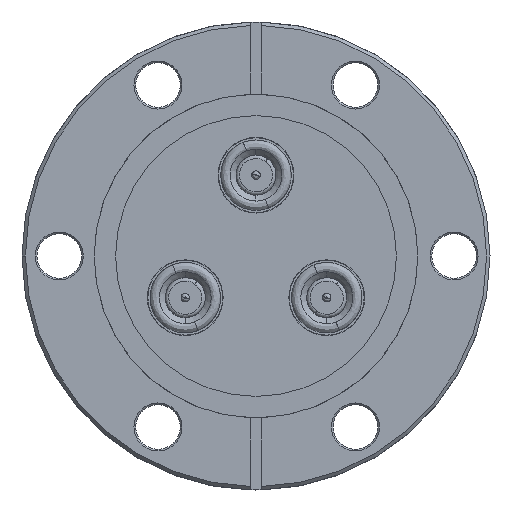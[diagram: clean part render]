
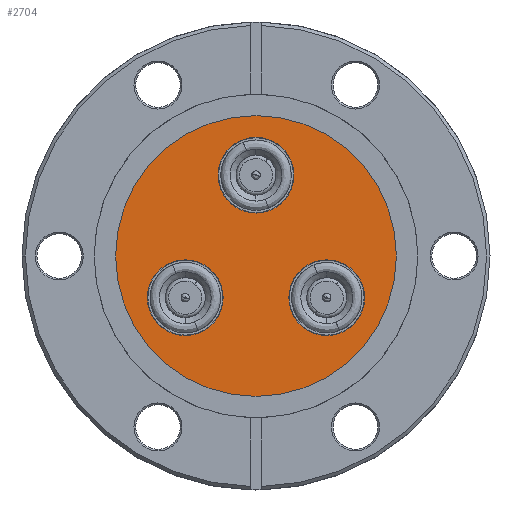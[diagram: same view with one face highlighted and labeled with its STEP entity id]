
A CAD part, front view. The second image highlights one B-rep face of the part: STEP entity #2704.
In plain terms, the highlighted planar face has unit normal (0, -1, 0).
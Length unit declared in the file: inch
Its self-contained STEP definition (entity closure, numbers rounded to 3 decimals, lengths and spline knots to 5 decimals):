
#1 = CARTESIAN_POINT ( 'NONE',  ( 0., -0.454, 0.2525 ) ) ;
#63 = CIRCLE ( 'NONE', #520, 0.2225 ) ;
#520 = AXIS2_PLACEMENT_3D ( 'NONE', #1238, #1239, #1240 ) ;
#943 = CARTESIAN_POINT ( 'NONE',  ( 0., -0.454, 0. ) ) ;
#944 = DIRECTION ( 'NONE',  ( 0., -1., 0. ) ) ;
#945 = DIRECTION ( 'NONE',  ( 1., 0., 0. ) ) ;
#1238 = CARTESIAN_POINT ( 'NONE',  ( 0.41569, -0.454, -0.245 ) ) ;
#1239 = DIRECTION ( 'NONE',  ( 0., -1., 0. ) ) ;
#1240 = DIRECTION ( 'NONE',  ( 0., 0., -1. ) ) ;
#1649 = VERTEX_POINT ( 'NONE', #1 ) ;
#1724 = VERTEX_POINT ( 'NONE', #4331 ) ;
#1780 = VERTEX_POINT ( 'NONE', #4282 ) ;
#1804 = VERTEX_POINT ( 'NONE', #4478 ) ;
#1900 = VERTEX_POINT ( 'NONE', #4342 ) ;
#1905 = VERTEX_POINT ( 'NONE', #4492 ) ;
#2183 = DIRECTION ( 'NONE',  ( 0., -1., 0. ) ) ;
#2186 = CARTESIAN_POINT ( 'NONE',  ( 0., -0.454, 0. ) ) ;
#2188 = PLANE ( 'NONE',  #6497 ) ;
#2189 = DIRECTION ( 'NONE',  ( 1., 0., 0. ) ) ;
#2294 = CARTESIAN_POINT ( 'NONE',  ( 0., -0.454, 0.475 ) ) ;
#2295 = DIRECTION ( 'NONE',  ( 0., -1., 0. ) ) ;
#2296 = DIRECTION ( 'NONE',  ( 0., 0., -1. ) ) ;
#2704 = ADVANCED_FACE ( 'NONE', ( #9413, #9419, #9411, #9418 ), #2188, .T. ) ;
#3053 = EDGE_CURVE ( 'NONE', #5932, #1649, #9502, .T. ) ;
#3141 = EDGE_CURVE ( 'NONE', #1780, #1724, #7255, .T. ) ;
#3512 = CIRCLE ( 'NONE', #8669, 0.2225 ) ;
#4211 = AXIS2_PLACEMENT_3D ( 'NONE', #9704, #9706, #9708 ) ;
#4212 = AXIS2_PLACEMENT_3D ( 'NONE', #9687, #9689, #9691 ) ;
#4218 = AXIS2_PLACEMENT_3D ( 'NONE', #9695, #9696, #9698 ) ;
#4220 = AXIS2_PLACEMENT_3D ( 'NONE', #9679, #9681, #9683 ) ;
#4263 = AXIS2_PLACEMENT_3D ( 'NONE', #943, #944, #945 ) ;
#4282 = CARTESIAN_POINT ( 'NONE',  ( -0.825, -0.454, 0. ) ) ;
#4331 = CARTESIAN_POINT ( 'NONE',  ( 0.825, -0.454, 0. ) ) ;
#4342 = CARTESIAN_POINT ( 'NONE',  ( -0.41569, -0.454, -0.4675 ) ) ;
#4478 = CARTESIAN_POINT ( 'NONE',  ( -0.41569, -0.454, -0.0225 ) ) ;
#4492 = CARTESIAN_POINT ( 'NONE',  ( 0.41569, -0.454, -0.0225 ) ) ;
#5353 = EDGE_CURVE ( 'NONE', #1724, #1780, #7328, .T. ) ;
#5354 = EDGE_CURVE ( 'NONE', #1649, #5932, #7356, .T. ) ;
#5355 = EDGE_CURVE ( 'NONE', #1900, #1804, #7357, .T. ) ;
#5356 = EDGE_CURVE ( 'NONE', #5979, #1905, #7354, .T. ) ;
#5793 = EDGE_CURVE ( 'NONE', #1804, #1900, #3512, .T. ) ;
#5932 = VERTEX_POINT ( 'NONE', #6384 ) ;
#5979 = VERTEX_POINT ( 'NONE', #6431 ) ;
#6235 = CARTESIAN_POINT ( 'NONE',  ( -0.41569, -0.454, -0.245 ) ) ;
#6236 = DIRECTION ( 'NONE',  ( 0., -1., 0. ) ) ;
#6237 = DIRECTION ( 'NONE',  ( 0., 0., -1. ) ) ;
#6384 = CARTESIAN_POINT ( 'NONE',  ( 0., -0.454, 0.6975 ) ) ;
#6431 = CARTESIAN_POINT ( 'NONE',  ( 0.41569, -0.454, -0.4675 ) ) ;
#6497 = AXIS2_PLACEMENT_3D ( 'NONE', #2186, #2183, #2189 ) ;
#6543 = AXIS2_PLACEMENT_3D ( 'NONE', #2294, #2295, #2296 ) ;
#7255 = CIRCLE ( 'NONE', #4263, 0.825 ) ;
#7328 = CIRCLE ( 'NONE', #4220, 0.825 ) ;
#7354 = CIRCLE ( 'NONE', #4211, 0.2225 ) ;
#7356 = CIRCLE ( 'NONE', #4212, 0.2225 ) ;
#7357 = CIRCLE ( 'NONE', #4218, 0.2225 ) ;
#7807 = EDGE_LOOP ( 'NONE', ( #8713, #8711 ) ) ;
#7808 = EDGE_LOOP ( 'NONE', ( #8707, #8705 ) ) ;
#7809 = EDGE_LOOP ( 'NONE', ( #8709, #8708 ) ) ;
#7810 = EDGE_LOOP ( 'NONE', ( #8804, #8809 ) ) ;
#7984 = EDGE_CURVE ( 'NONE', #1905, #5979, #63, .T. ) ;
#8669 = AXIS2_PLACEMENT_3D ( 'NONE', #6235, #6236, #6237 ) ;
#8705 = ORIENTED_EDGE ( 'NONE', *, *, #5793, .F. ) ;
#8707 = ORIENTED_EDGE ( 'NONE', *, *, #5355, .F. ) ;
#8708 = ORIENTED_EDGE ( 'NONE', *, *, #3053, .F. ) ;
#8709 = ORIENTED_EDGE ( 'NONE', *, *, #5354, .F. ) ;
#8711 = ORIENTED_EDGE ( 'NONE', *, *, #3141, .T. ) ;
#8713 = ORIENTED_EDGE ( 'NONE', *, *, #5353, .T. ) ;
#8804 = ORIENTED_EDGE ( 'NONE', *, *, #5356, .F. ) ;
#8809 = ORIENTED_EDGE ( 'NONE', *, *, #7984, .F. ) ;
#9411 = FACE_BOUND ( 'NONE', #7808, .T. ) ;
#9413 = FACE_OUTER_BOUND ( 'NONE', #7807, .T. ) ;
#9418 = FACE_BOUND ( 'NONE', #7810, .T. ) ;
#9419 = FACE_BOUND ( 'NONE', #7809, .T. ) ;
#9502 = CIRCLE ( 'NONE', #6543, 0.2225 ) ;
#9679 = CARTESIAN_POINT ( 'NONE',  ( 0., -0.454, 0. ) ) ;
#9681 = DIRECTION ( 'NONE',  ( 0., -1., 0. ) ) ;
#9683 = DIRECTION ( 'NONE',  ( 1., 0., 0. ) ) ;
#9687 = CARTESIAN_POINT ( 'NONE',  ( 0., -0.454, 0.475 ) ) ;
#9689 = DIRECTION ( 'NONE',  ( 0., -1., 0. ) ) ;
#9691 = DIRECTION ( 'NONE',  ( 0., 0., -1. ) ) ;
#9695 = CARTESIAN_POINT ( 'NONE',  ( -0.41569, -0.454, -0.245 ) ) ;
#9696 = DIRECTION ( 'NONE',  ( 0., -1., 0. ) ) ;
#9698 = DIRECTION ( 'NONE',  ( 0., 0., -1. ) ) ;
#9704 = CARTESIAN_POINT ( 'NONE',  ( 0.41569, -0.454, -0.245 ) ) ;
#9706 = DIRECTION ( 'NONE',  ( 0., -1., 0. ) ) ;
#9708 = DIRECTION ( 'NONE',  ( 0., 0., -1. ) ) ;
